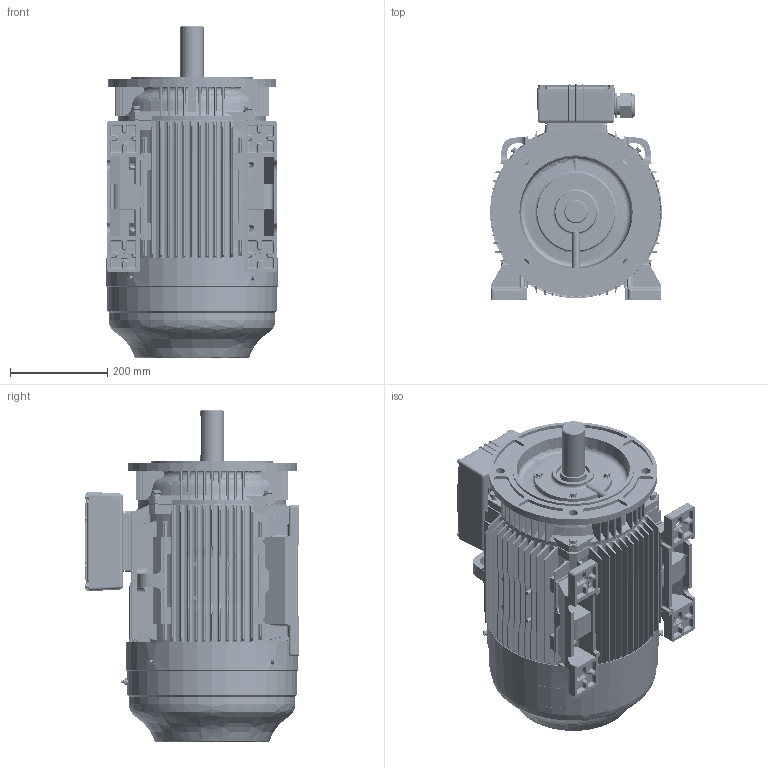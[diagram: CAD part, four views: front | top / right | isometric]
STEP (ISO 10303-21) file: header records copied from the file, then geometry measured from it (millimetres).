
FILE_DESCRIPTION (( 'STEP AP203' ), '1' );
FILE_NAME ('WE180M-468 B35.STEP', '2017-06-20T09:07:35', ( 'Sky123.Org' ), ( 'Sky123.Org' ), 'SwSTEP 2.0', 'SolidWorks 2012', '' );
FILE_SCHEMA (( 'CONFIG_CONTROL_DESIGN' ));
Length unit declared in the file: millimetre
Products named in the file (1): WE180M-468 B35
Bounding box: 355 x 442.71 x 683.99 mm (x, y, z)
Volume: 37361341.9 mm3; surface area: 2996669.1 mm2
Topology: 69 solids, 69 shells, 7533 faces, 20438 edges, 13121 vertices
Faces by surface type: cylinder 3044, plane 2740, bspline 833, cone 751, torus 161, sphere 4
Entity records: 339907 total; most frequent: CARTESIAN_POINT 160747, ORIENTED_EDGE 40768, DIRECTION 32654, EDGE_CURVE 20384, VERTEX_POINT 13121, AXIS2_PLACEMENT_3D 11772, LINE 9110, VECTOR 9110
